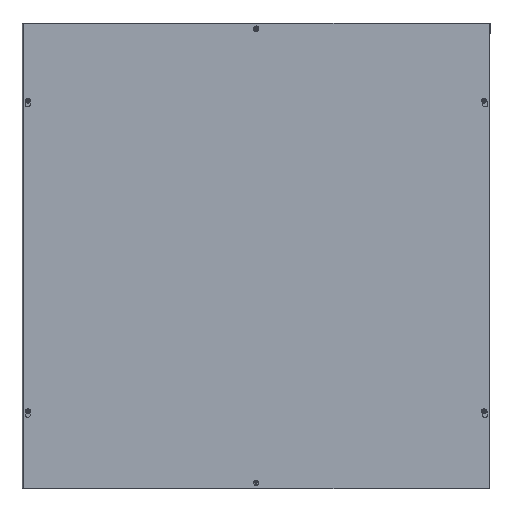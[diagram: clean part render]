
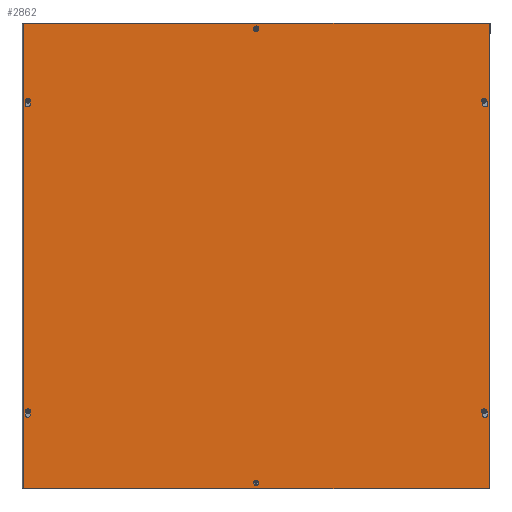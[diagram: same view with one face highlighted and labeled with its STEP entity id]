
A CAD part, top view. The second image highlights one B-rep face of the part: STEP entity #2862.
In plain terms, the highlighted planar face has unit normal (0, 0, 1).
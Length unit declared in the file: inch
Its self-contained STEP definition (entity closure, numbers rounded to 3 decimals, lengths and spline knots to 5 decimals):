
#315=LINE('',#4529,#535);
#319=LINE('',#4541,#539);
#323=LINE('',#4553,#543);
#327=LINE('',#4565,#547);
#331=LINE('',#4577,#551);
#335=LINE('',#4589,#555);
#339=LINE('',#4601,#559);
#343=LINE('',#4613,#563);
#345=LINE('',#4621,#565);
#349=LINE('',#4629,#569);
#352=LINE('',#4635,#572);
#355=LINE('',#4640,#575);
#535=VECTOR('',#3646,0.26996);
#539=VECTOR('',#3658,0.26996);
#543=VECTOR('',#3670,0.26996);
#547=VECTOR('',#3682,0.26996);
#551=VECTOR('',#3694,0.26996);
#555=VECTOR('',#3706,0.26996);
#559=VECTOR('',#3718,0.26996);
#563=VECTOR('',#3730,0.26996);
#565=VECTOR('',#3740,36.);
#569=VECTOR('',#3746,36.);
#572=VECTOR('',#3751,36.);
#575=VECTOR('',#3756,36.);
#688=PLANE('',#3101);
#754=FACE_BOUND('',#1099,.T.);
#755=FACE_BOUND('',#1100,.T.);
#756=FACE_BOUND('',#1101,.T.);
#757=FACE_BOUND('',#1102,.T.);
#758=FACE_BOUND('',#1103,.T.);
#759=FACE_BOUND('',#1104,.T.);
#888=FACE_OUTER_BOUND('',#1098,.T.);
#1098=EDGE_LOOP('',(#2374,#2375,#2376,#2377));
#1099=EDGE_LOOP('',(#2378));
#1100=EDGE_LOOP('',(#2379));
#1101=EDGE_LOOP('',(#2380,#2381,#2382,#2383));
#1102=EDGE_LOOP('',(#2384,#2385,#2386,#2387));
#1103=EDGE_LOOP('',(#2388,#2389,#2390,#2391));
#1104=EDGE_LOOP('',(#2392,#2393,#2394,#2395));
#1201=CIRCLE('',#3060,0.156);
#1203=CIRCLE('',#3063,0.156);
#1205=CIRCLE('',#3067,0.203);
#1207=CIRCLE('',#3071,0.125);
#1209=CIRCLE('',#3075,0.203);
#1211=CIRCLE('',#3079,0.125);
#1213=CIRCLE('',#3083,0.203);
#1215=CIRCLE('',#3087,0.125);
#1217=CIRCLE('',#3091,0.203);
#1219=CIRCLE('',#3095,0.125);
#1378=VERTEX_POINT('',#4515);
#1380=VERTEX_POINT('',#4520);
#1383=VERTEX_POINT('',#4526);
#1384=VERTEX_POINT('',#4528);
#1386=VERTEX_POINT('',#4534);
#1388=VERTEX_POINT('',#4540);
#1391=VERTEX_POINT('',#4550);
#1392=VERTEX_POINT('',#4552);
#1394=VERTEX_POINT('',#4558);
#1396=VERTEX_POINT('',#4564);
#1399=VERTEX_POINT('',#4574);
#1400=VERTEX_POINT('',#4576);
#1402=VERTEX_POINT('',#4582);
#1404=VERTEX_POINT('',#4588);
#1407=VERTEX_POINT('',#4598);
#1408=VERTEX_POINT('',#4600);
#1410=VERTEX_POINT('',#4606);
#1412=VERTEX_POINT('',#4612);
#1413=VERTEX_POINT('',#4619);
#1414=VERTEX_POINT('',#4620);
#1417=VERTEX_POINT('',#4628);
#1419=VERTEX_POINT('',#4634);
#1695=EDGE_CURVE('',#1378,#1378,#1201,.T.);
#1697=EDGE_CURVE('',#1380,#1380,#1203,.T.);
#1700=EDGE_CURVE('',#1384,#1383,#315,.T.);
#1703=EDGE_CURVE('',#1386,#1384,#1205,.T.);
#1706=EDGE_CURVE('',#1388,#1386,#319,.T.);
#1709=EDGE_CURVE('',#1383,#1388,#1207,.T.);
#1712=EDGE_CURVE('',#1392,#1391,#323,.T.);
#1715=EDGE_CURVE('',#1394,#1392,#1209,.T.);
#1718=EDGE_CURVE('',#1396,#1394,#327,.T.);
#1721=EDGE_CURVE('',#1391,#1396,#1211,.T.);
#1724=EDGE_CURVE('',#1400,#1399,#331,.T.);
#1727=EDGE_CURVE('',#1402,#1400,#1213,.T.);
#1730=EDGE_CURVE('',#1404,#1402,#335,.T.);
#1733=EDGE_CURVE('',#1399,#1404,#1215,.T.);
#1736=EDGE_CURVE('',#1408,#1407,#339,.T.);
#1739=EDGE_CURVE('',#1410,#1408,#1217,.T.);
#1742=EDGE_CURVE('',#1412,#1410,#343,.T.);
#1745=EDGE_CURVE('',#1407,#1412,#1219,.T.);
#1746=EDGE_CURVE('',#1413,#1414,#345,.T.);
#1750=EDGE_CURVE('',#1414,#1417,#349,.T.);
#1753=EDGE_CURVE('',#1417,#1419,#352,.T.);
#1756=EDGE_CURVE('',#1419,#1413,#355,.T.);
#2374=ORIENTED_EDGE('',*,*,#1746,.F.);
#2375=ORIENTED_EDGE('',*,*,#1756,.F.);
#2376=ORIENTED_EDGE('',*,*,#1753,.F.);
#2377=ORIENTED_EDGE('',*,*,#1750,.F.);
#2378=ORIENTED_EDGE('',*,*,#1695,.T.);
#2379=ORIENTED_EDGE('',*,*,#1697,.T.);
#2380=ORIENTED_EDGE('',*,*,#1700,.T.);
#2381=ORIENTED_EDGE('',*,*,#1709,.T.);
#2382=ORIENTED_EDGE('',*,*,#1706,.T.);
#2383=ORIENTED_EDGE('',*,*,#1703,.T.);
#2384=ORIENTED_EDGE('',*,*,#1712,.T.);
#2385=ORIENTED_EDGE('',*,*,#1721,.T.);
#2386=ORIENTED_EDGE('',*,*,#1718,.T.);
#2387=ORIENTED_EDGE('',*,*,#1715,.T.);
#2388=ORIENTED_EDGE('',*,*,#1724,.T.);
#2389=ORIENTED_EDGE('',*,*,#1733,.T.);
#2390=ORIENTED_EDGE('',*,*,#1730,.T.);
#2391=ORIENTED_EDGE('',*,*,#1727,.T.);
#2392=ORIENTED_EDGE('',*,*,#1736,.T.);
#2393=ORIENTED_EDGE('',*,*,#1745,.T.);
#2394=ORIENTED_EDGE('',*,*,#1742,.T.);
#2395=ORIENTED_EDGE('',*,*,#1739,.T.);
#2862=ADVANCED_FACE('',(#888,#754,#755,#756,#757,#758,#759),#688,.T.);
#3060=AXIS2_PLACEMENT_3D('',#4516,#3634,#3635);
#3063=AXIS2_PLACEMENT_3D('',#4521,#3640,#3641);
#3067=AXIS2_PLACEMENT_3D('',#4535,#3652,#3653);
#3071=AXIS2_PLACEMENT_3D('',#4545,#3664,#3665);
#3075=AXIS2_PLACEMENT_3D('',#4559,#3676,#3677);
#3079=AXIS2_PLACEMENT_3D('',#4569,#3688,#3689);
#3083=AXIS2_PLACEMENT_3D('',#4583,#3700,#3701);
#3087=AXIS2_PLACEMENT_3D('',#4593,#3712,#3713);
#3091=AXIS2_PLACEMENT_3D('',#4607,#3724,#3725);
#3095=AXIS2_PLACEMENT_3D('',#4617,#3736,#3737);
#3101=AXIS2_PLACEMENT_3D('',#4643,#3760,#3761);
#3634=DIRECTION('center_axis',(0.,0.,-1.));
#3635=DIRECTION('ref_axis',(-1.,0.,0.));
#3640=DIRECTION('center_axis',(0.,0.,-1.));
#3641=DIRECTION('ref_axis',(-1.,0.,0.));
#3646=DIRECTION('',(0.278,0.961,0.));
#3652=DIRECTION('center_axis',(0.,0.,-1.));
#3653=DIRECTION('ref_axis',(-0.961,0.278,0.));
#3658=DIRECTION('',(0.278,-0.961,0.));
#3664=DIRECTION('center_axis',(0.,0.,-1.));
#3665=DIRECTION('ref_axis',(0.961,0.278,0.));
#3670=DIRECTION('',(0.278,0.961,0.));
#3676=DIRECTION('center_axis',(0.,0.,-1.));
#3677=DIRECTION('ref_axis',(-0.961,0.278,0.));
#3682=DIRECTION('',(0.278,-0.961,0.));
#3688=DIRECTION('center_axis',(0.,0.,-1.));
#3689=DIRECTION('ref_axis',(0.961,0.278,0.));
#3694=DIRECTION('',(0.278,0.961,0.));
#3700=DIRECTION('center_axis',(0.,0.,-1.));
#3701=DIRECTION('ref_axis',(-0.961,0.278,0.));
#3706=DIRECTION('',(0.278,-0.961,0.));
#3712=DIRECTION('center_axis',(0.,0.,-1.));
#3713=DIRECTION('ref_axis',(0.961,0.278,0.));
#3718=DIRECTION('',(0.278,0.961,0.));
#3724=DIRECTION('center_axis',(0.,0.,-1.));
#3725=DIRECTION('ref_axis',(-0.961,0.278,0.));
#3730=DIRECTION('',(0.278,-0.961,0.));
#3736=DIRECTION('center_axis',(0.,0.,-1.));
#3737=DIRECTION('ref_axis',(0.961,0.278,0.));
#3740=DIRECTION('',(0.,1.,0.));
#3746=DIRECTION('',(1.,0.,0.));
#3751=DIRECTION('',(0.,-1.,0.));
#3756=DIRECTION('',(-1.,0.,0.));
#3760=DIRECTION('center_axis',(0.,0.,1.));
#3761=DIRECTION('ref_axis',(1.,0.,0.));
#4515=CARTESIAN_POINT('',(18.156,35.625,0.09375));
#4516=CARTESIAN_POINT('Origin',(18.,35.625,0.09375));
#4520=CARTESIAN_POINT('',(18.156,0.375,0.09375));
#4521=CARTESIAN_POINT('Origin',(18.,0.375,0.09375));
#4526=CARTESIAN_POINT('',(35.56741,6.0347,0.09375));
#4528=CARTESIAN_POINT('',(35.49248,5.77535,0.09375));
#4529=CARTESIAN_POINT('',(36.48603,9.21401,0.09375));
#4534=CARTESIAN_POINT('',(35.88252,5.77535,0.09375));
#4535=CARTESIAN_POINT('Origin',(35.6875,5.719,0.09375));
#4540=CARTESIAN_POINT('',(35.80759,6.0347,0.09375));
#4541=CARTESIAN_POINT('',(33.56361,13.8011,0.09375));
#4545=CARTESIAN_POINT('Origin',(35.6875,6.,0.09375));
#4550=CARTESIAN_POINT('',(0.19241,6.0347,0.09375));
#4552=CARTESIAN_POINT('',(0.11748,5.77535,0.09375));
#4553=CARTESIAN_POINT('',(2.47386,13.93077,0.09375));
#4558=CARTESIAN_POINT('',(0.50752,5.77535,0.09375));
#4559=CARTESIAN_POINT('Origin',(0.3125,5.719,0.09375));
#4564=CARTESIAN_POINT('',(0.43259,6.0347,0.09375));
#4565=CARTESIAN_POINT('',(-0.44856,9.08434,0.09375));
#4569=CARTESIAN_POINT('Origin',(0.3125,6.,0.09375));
#4574=CARTESIAN_POINT('',(35.56741,30.0347,0.09375));
#4576=CARTESIAN_POINT('',(35.49248,29.77535,0.09375));
#4577=CARTESIAN_POINT('',(33.28596,22.13862,0.09375));
#4582=CARTESIAN_POINT('',(35.88252,29.77535,0.09375));
#4583=CARTESIAN_POINT('Origin',(35.6875,29.719,0.09375));
#4588=CARTESIAN_POINT('',(35.80759,30.0347,0.09375));
#4589=CARTESIAN_POINT('',(36.76367,26.72571,0.09375));
#4593=CARTESIAN_POINT('Origin',(35.6875,30.,0.09375));
#4598=CARTESIAN_POINT('',(0.19241,30.0347,0.09375));
#4600=CARTESIAN_POINT('',(0.11748,29.77535,0.09375));
#4601=CARTESIAN_POINT('',(-0.7262,26.85538,0.09375));
#4606=CARTESIAN_POINT('',(0.50752,29.77535,0.09375));
#4607=CARTESIAN_POINT('Origin',(0.3125,29.719,0.09375));
#4612=CARTESIAN_POINT('',(0.43259,30.0347,0.09375));
#4613=CARTESIAN_POINT('',(2.7515,22.00895,0.09375));
#4617=CARTESIAN_POINT('Origin',(0.3125,30.,0.09375));
#4619=CARTESIAN_POINT('',(0.,0.,0.09375));
#4620=CARTESIAN_POINT('',(0.,36.,0.09375));
#4621=CARTESIAN_POINT('',(0.,36.,0.09375));
#4628=CARTESIAN_POINT('',(36.,36.,0.09375));
#4629=CARTESIAN_POINT('',(36.,36.,0.09375));
#4634=CARTESIAN_POINT('',(36.,0.,0.09375));
#4635=CARTESIAN_POINT('',(36.,0.,0.09375));
#4640=CARTESIAN_POINT('',(0.,0.,0.09375));
#4643=CARTESIAN_POINT('Origin',(18.,18.,0.09375));
